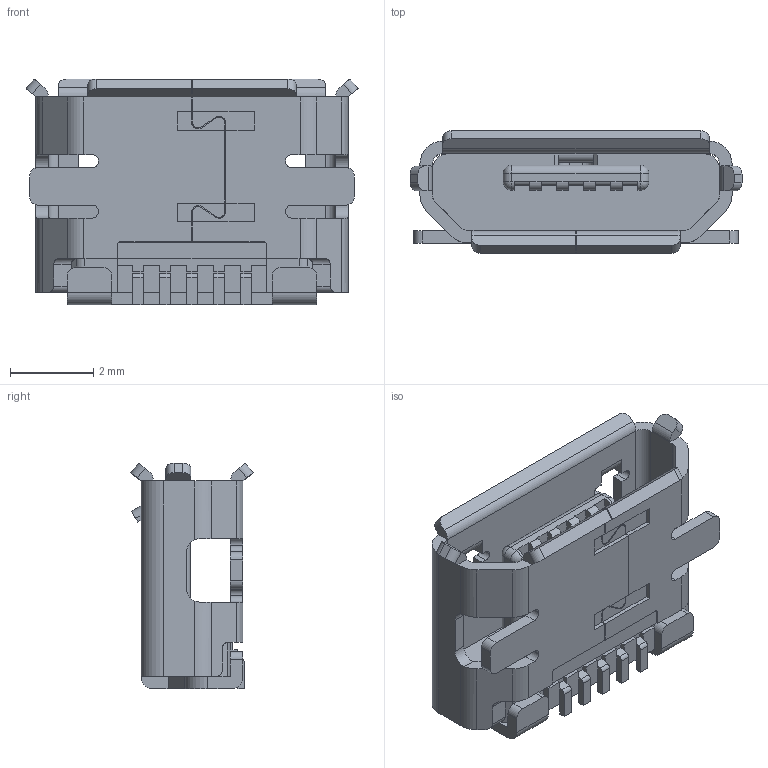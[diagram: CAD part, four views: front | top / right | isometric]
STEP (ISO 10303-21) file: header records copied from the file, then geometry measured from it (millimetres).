
FILE_DESCRIPTION(('STEP AP242'),'1');
FILE_NAME('47346-0001.stp','2020-11-04T20:58:07',('TraceParts'),('TraceParts S.A.'),'Spatial InterOp 3D',' ',' ');
FILE_SCHEMA(('AP242_MANAGED_MODEL_BASED_3D_ENGINEERING_MIM_LF {1 0 10303 442 1 1 4}'));
Length unit declared in the file: millimetre
Products named in the file (1): 47346-0001_1
Bounding box: 7.98 x 2.94 x 5.43 mm (x, y, z)
Volume: 44.4 mm3; surface area: 257.9 mm2
Topology: 1 solids, 1 shells, 408 faces, 1186 edges, 772 vertices
Faces by surface type: plane 275, cylinder 129, sphere 4
Entity records: 13467 total; most frequent: CARTESIAN_POINT 2483, ORIENTED_EDGE 2372, DIRECTION 2232, EDGE_CURVE 1186, LINE 914, VECTOR 914, VERTEX_POINT 772, AXIS2_PLACEMENT_3D 659
